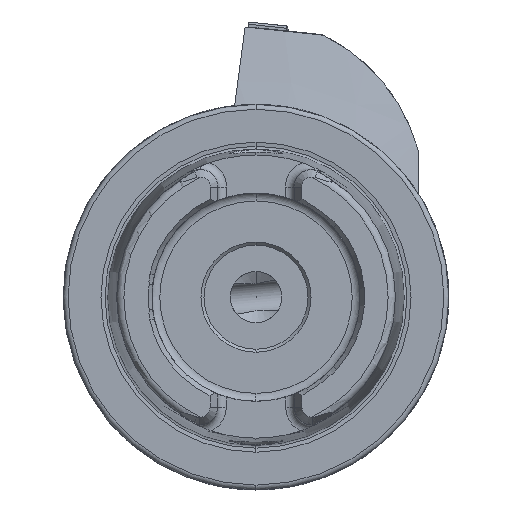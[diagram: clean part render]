
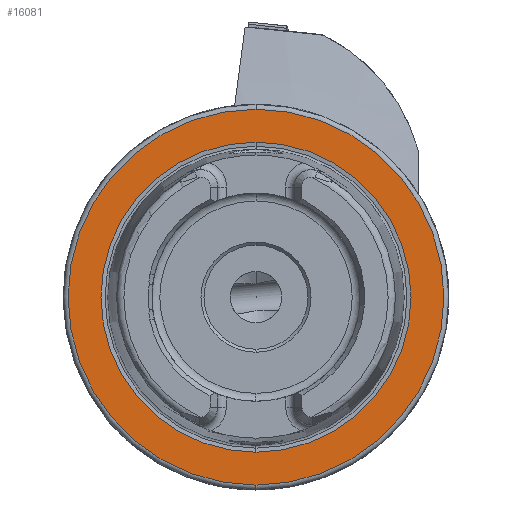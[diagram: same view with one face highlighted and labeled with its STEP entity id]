
A CAD part, left-side view. The second image highlights one B-rep face of the part: STEP entity #16081.
In plain terms, the highlighted planar face has unit normal (-1, 0, 0).
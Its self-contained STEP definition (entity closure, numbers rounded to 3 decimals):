
#696 = DIRECTION ( 'NONE',  ( 0., 0., 1. ) ) ;
#2504 = CARTESIAN_POINT ( 'NONE',  ( 0., 0., 30.7 ) ) ;
#4476 = DIRECTION ( 'NONE',  ( -1., 0., 0. ) ) ;
#4645 = DIRECTION ( 'NONE',  ( -1., 0., 0. ) ) ;
#5316 = VERTEX_POINT ( 'NONE', #2504 ) ;
#6171 = DIRECTION ( 'NONE',  ( 0., 0., -1. ) ) ;
#6791 = EDGE_LOOP ( 'NONE', ( #18207, #21200 ) ) ;
#7096 = FACE_OUTER_BOUND ( 'NONE', #11918, .T. ) ;
#7387 = EDGE_CURVE ( 'NONE', #5316, #12686, #18838, .T. ) ;
#7569 = ORIENTED_EDGE ( 'NONE', *, *, #7387, .T. ) ;
#8000 = DIRECTION ( 'NONE',  ( 1., 0., 0. ) ) ;
#9594 = EDGE_CURVE ( 'NONE', #12686, #5316, #13442, .T. ) ;
#10097 = CIRCLE ( 'NONE', #16915, 25.324 ) ;
#10906 = CARTESIAN_POINT ( 'NONE',  ( 0., 0., 0. ) ) ;
#11918 = EDGE_LOOP ( 'NONE', ( #7569, #23972 ) ) ;
#11996 = DIRECTION ( 'NONE',  ( -1., 0., 0. ) ) ;
#12159 = EDGE_CURVE ( 'NONE', #14551, #20017, #10097, .T. ) ;
#12686 = VERTEX_POINT ( 'NONE', #13260 ) ;
#12798 = EDGE_CURVE ( 'NONE', #20017, #14551, #22210, .T. ) ;
#12818 = DIRECTION ( 'NONE',  ( 0., 0., 1. ) ) ;
#13260 = CARTESIAN_POINT ( 'NONE',  ( 0., 0., -30.7 ) ) ;
#13442 = CIRCLE ( 'NONE', #14037, 30.7 ) ;
#13502 = CARTESIAN_POINT ( 'NONE',  ( 0., 0., 25.324 ) ) ;
#14037 = AXIS2_PLACEMENT_3D ( 'NONE', #10906, #24075, #12818 ) ;
#14551 = VERTEX_POINT ( 'NONE', #13502 ) ;
#14783 = AXIS2_PLACEMENT_3D ( 'NONE', #15779, #4476, #17662 ) ;
#15558 = CARTESIAN_POINT ( 'NONE',  ( 0., 30.7, 0. ) ) ;
#15779 = CARTESIAN_POINT ( 'NONE',  ( 0., 0., 0. ) ) ;
#15955 = CARTESIAN_POINT ( 'NONE',  ( 0., 0., 0. ) ) ;
#16081 = ADVANCED_FACE ( 'NONE', ( #17132, #7096 ), #17466, .F. ) ;
#16915 = AXIS2_PLACEMENT_3D ( 'NONE', #23281, #11996, #696 ) ;
#17132 = FACE_BOUND ( 'NONE', #6791, .T. ) ;
#17466 = PLANE ( 'NONE',  #23418 ) ;
#17662 = DIRECTION ( 'NONE',  ( 0., 0., 1. ) ) ;
#17836 = DIRECTION ( 'NONE',  ( 0., 0., 1. ) ) ;
#18207 = ORIENTED_EDGE ( 'NONE', *, *, #12159, .F. ) ;
#18838 = CIRCLE ( 'NONE', #14783, 30.7 ) ;
#20017 = VERTEX_POINT ( 'NONE', #21272 ) ;
#21009 = AXIS2_PLACEMENT_3D ( 'NONE', #15955, #4645, #17836 ) ;
#21200 = ORIENTED_EDGE ( 'NONE', *, *, #12798, .F. ) ;
#21272 = CARTESIAN_POINT ( 'NONE',  ( 0., 0., -25.324 ) ) ;
#22210 = CIRCLE ( 'NONE', #21009, 25.324 ) ;
#23281 = CARTESIAN_POINT ( 'NONE',  ( 0., 0., 0. ) ) ;
#23418 = AXIS2_PLACEMENT_3D ( 'NONE', #15558, #8000, #6171 ) ;
#23972 = ORIENTED_EDGE ( 'NONE', *, *, #9594, .T. ) ;
#24075 = DIRECTION ( 'NONE',  ( -1., 0., 0. ) ) ;
